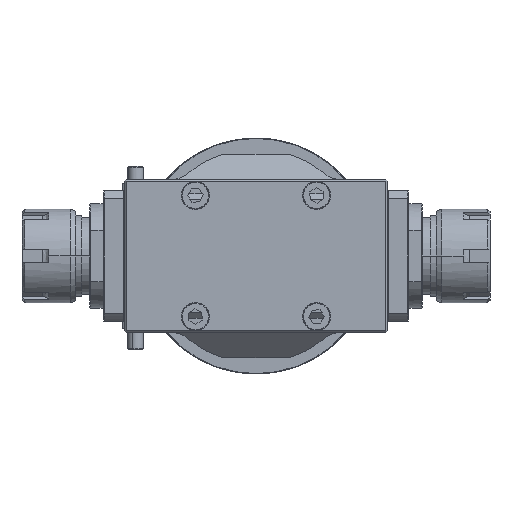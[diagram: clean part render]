
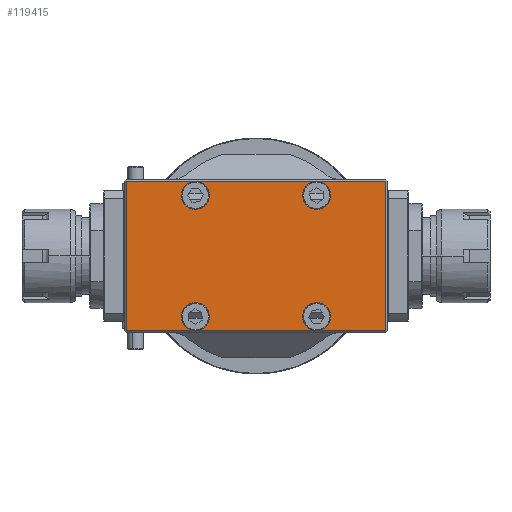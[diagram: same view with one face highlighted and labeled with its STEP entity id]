
A CAD part, front view. The second image highlights one B-rep face of the part: STEP entity #119415.
In plain terms, the highlighted planar face has unit normal (0, -1, 0).
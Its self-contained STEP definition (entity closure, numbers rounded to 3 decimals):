
#3605 = CIRCLE ( 'NONE', #12640, 5.25 ) ;
#4054 = ORIENTED_EDGE ( 'NONE', *, *, #42144, .F. ) ;
#4212 = DIRECTION ( 'NONE',  ( 0., -1., 0. ) ) ;
#4290 = DIRECTION ( 'NONE',  ( 1., 0., 0. ) ) ;
#4864 = DIRECTION ( 'NONE',  ( 0., -1., 0. ) ) ;
#9390 = CIRCLE ( 'NONE', #50178, 5.25 ) ;
#10695 = VECTOR ( 'NONE', #120184, 1000. ) ;
#11008 = CIRCLE ( 'NONE', #22990, 5.25 ) ;
#12365 = AXIS2_PLACEMENT_3D ( 'NONE', #101410, #138113, #39403 ) ;
#12640 = AXIS2_PLACEMENT_3D ( 'NONE', #138723, #127384, #75640 ) ;
#12895 = VERTEX_POINT ( 'NONE', #107111 ) ;
#12965 = CIRCLE ( 'NONE', #56367, 5.25 ) ;
#14495 = CARTESIAN_POINT ( 'NONE',  ( 22.627, 0., -27.877 ) ) ;
#14568 = EDGE_CURVE ( 'NONE', #28927, #116539, #85268, .T. ) ;
#14795 = CIRCLE ( 'NONE', #159354, 5.25 ) ;
#15514 = VERTEX_POINT ( 'NONE', #97473 ) ;
#15886 = CARTESIAN_POINT ( 'NONE',  ( -48.5, 0., -28. ) ) ;
#17361 = EDGE_CURVE ( 'NONE', #32044, #64416, #3605, .T. ) ;
#18629 = EDGE_CURVE ( 'NONE', #15514, #108691, #11008, .T. ) ;
#19070 = CARTESIAN_POINT ( 'NONE',  ( -22.627, 0., -22.627 ) ) ;
#22519 = AXIS2_PLACEMENT_3D ( 'NONE', #66324, #4864, #128878 ) ;
#22990 = AXIS2_PLACEMENT_3D ( 'NONE', #19070, #118842, #81615 ) ;
#25556 = EDGE_LOOP ( 'NONE', ( #111876, #32111 ) ) ;
#28927 = VERTEX_POINT ( 'NONE', #55682 ) ;
#30016 = CARTESIAN_POINT ( 'NONE',  ( 48.5, 0., 28.5 ) ) ;
#32044 = VERTEX_POINT ( 'NONE', #14495 ) ;
#32111 = ORIENTED_EDGE ( 'NONE', *, *, #94372, .F. ) ;
#32160 = FACE_BOUND ( 'NONE', #25556, .T. ) ;
#33290 = AXIS2_PLACEMENT_3D ( 'NONE', #41375, #4212, #153598 ) ;
#33497 = EDGE_CURVE ( 'NONE', #108691, #15514, #9390, .T. ) ;
#35207 = CARTESIAN_POINT ( 'NONE',  ( -22.627, 0., -22.627 ) ) ;
#35772 = EDGE_CURVE ( 'NONE', #151152, #12895, #126403, .T. ) ;
#35877 = CARTESIAN_POINT ( 'NONE',  ( 0., 0., 0. ) ) ;
#39403 = DIRECTION ( 'NONE',  ( 0., 0., -1. ) ) ;
#39794 = LINE ( 'NONE', #158013, #10695 ) ;
#41375 = CARTESIAN_POINT ( 'NONE',  ( 22.627, 0., -22.627 ) ) ;
#42144 = EDGE_CURVE ( 'NONE', #84654, #64019, #12965, .T. ) ;
#43118 = DIRECTION ( 'NONE',  ( 0., -1., 0. ) ) ;
#46765 = CIRCLE ( 'NONE', #12365, 5.25 ) ;
#47049 = DIRECTION ( 'NONE',  ( 0., -1., 0. ) ) ;
#50146 = ORIENTED_EDGE ( 'NONE', *, *, #33497, .F. ) ;
#50178 = AXIS2_PLACEMENT_3D ( 'NONE', #35207, #47049, #94540 ) ;
#50275 = ORIENTED_EDGE ( 'NONE', *, *, #14568, .T. ) ;
#52042 = EDGE_CURVE ( 'NONE', #79632, #147759, #98999, .T. ) ;
#52394 = ORIENTED_EDGE ( 'NONE', *, *, #104013, .T. ) ;
#55682 = CARTESIAN_POINT ( 'NONE',  ( -48.5, 0., 28. ) ) ;
#56367 = AXIS2_PLACEMENT_3D ( 'NONE', #130513, #43118, #129469 ) ;
#57229 = FACE_BOUND ( 'NONE', #91709, .T. ) ;
#58528 = DIRECTION ( 'NONE',  ( 0., 0., -1. ) ) ;
#59374 = CARTESIAN_POINT ( 'NONE',  ( 22.627, 0., 17.377 ) ) ;
#59746 = CARTESIAN_POINT ( 'NONE',  ( -22.627, 0., 17.377 ) ) ;
#61118 = FACE_BOUND ( 'NONE', #97001, .T. ) ;
#61282 = CARTESIAN_POINT ( 'NONE',  ( 22.627, 0., 22.627 ) ) ;
#62552 = ORIENTED_EDGE ( 'NONE', *, *, #143501, .T. ) ;
#64019 = VERTEX_POINT ( 'NONE', #85362 ) ;
#64416 = VERTEX_POINT ( 'NONE', #73580 ) ;
#65007 = EDGE_LOOP ( 'NONE', ( #50146, #156608 ) ) ;
#66324 = CARTESIAN_POINT ( 'NONE',  ( 22.627, 0., 22.627 ) ) ;
#68871 = FACE_OUTER_BOUND ( 'NONE', #112680, .T. ) ;
#69519 = CIRCLE ( 'NONE', #33290, 5.25 ) ;
#73580 = CARTESIAN_POINT ( 'NONE',  ( 22.627, 0., -17.377 ) ) ;
#73697 = DIRECTION ( 'NONE',  ( -1., 0., 0. ) ) ;
#75640 = DIRECTION ( 'NONE',  ( 0., 0., 1. ) ) ;
#78113 = CARTESIAN_POINT ( 'NONE',  ( 49., 0., -28. ) ) ;
#79632 = VERTEX_POINT ( 'NONE', #106914 ) ;
#81615 = DIRECTION ( 'NONE',  ( 1., 0., 0. ) ) ;
#84324 = FACE_BOUND ( 'NONE', #65007, .T. ) ;
#84654 = VERTEX_POINT ( 'NONE', #59746 ) ;
#85268 = LINE ( 'NONE', #160164, #158737 ) ;
#85362 = CARTESIAN_POINT ( 'NONE',  ( -22.627, 0., 27.877 ) ) ;
#85520 = EDGE_CURVE ( 'NONE', #64416, #32044, #69519, .T. ) ;
#85528 = AXIS2_PLACEMENT_3D ( 'NONE', #35877, #122186, #58528 ) ;
#86177 = DIRECTION ( 'NONE',  ( 0., 0., -1. ) ) ;
#91709 = EDGE_LOOP ( 'NONE', ( #4054, #98083 ) ) ;
#94372 = EDGE_CURVE ( 'NONE', #12895, #151152, #14795, .T. ) ;
#94540 = DIRECTION ( 'NONE',  ( 1., 0., 0. ) ) ;
#97001 = EDGE_LOOP ( 'NONE', ( #112634, #155532 ) ) ;
#97473 = CARTESIAN_POINT ( 'NONE',  ( -22.627, 0., -17.377 ) ) ;
#98083 = ORIENTED_EDGE ( 'NONE', *, *, #144441, .F. ) ;
#98999 = LINE ( 'NONE', #30016, #153034 ) ;
#101410 = CARTESIAN_POINT ( 'NONE',  ( -22.627, 0., 22.627 ) ) ;
#103372 = DIRECTION ( 'NONE',  ( 0., 0., 1. ) ) ;
#104013 = EDGE_CURVE ( 'NONE', #147759, #28927, #39794, .T. ) ;
#104652 = VECTOR ( 'NONE', #4290, 1000. ) ;
#106914 = CARTESIAN_POINT ( 'NONE',  ( 48.5, 0., -28. ) ) ;
#107111 = CARTESIAN_POINT ( 'NONE',  ( 22.627, 0., 27.877 ) ) ;
#108691 = VERTEX_POINT ( 'NONE', #110988 ) ;
#110988 = CARTESIAN_POINT ( 'NONE',  ( -22.627, 0., -27.877 ) ) ;
#111876 = ORIENTED_EDGE ( 'NONE', *, *, #35772, .F. ) ;
#112634 = ORIENTED_EDGE ( 'NONE', *, *, #17361, .F. ) ;
#112680 = EDGE_LOOP ( 'NONE', ( #50275, #62552, #158793, #52394 ) ) ;
#116539 = VERTEX_POINT ( 'NONE', #15886 ) ;
#118842 = DIRECTION ( 'NONE',  ( 0., -1., 0. ) ) ;
#119415 = ADVANCED_FACE ( 'NONE', ( #68871, #84324, #61118, #32160, #57229 ), #133504, .T. ) ;
#120184 = DIRECTION ( 'NONE',  ( -1., 0., 0. ) ) ;
#122186 = DIRECTION ( 'NONE',  ( 0., -1., 0. ) ) ;
#126403 = CIRCLE ( 'NONE', #22519, 5.25 ) ;
#127384 = DIRECTION ( 'NONE',  ( 0., -1., 0. ) ) ;
#128878 = DIRECTION ( 'NONE',  ( -1., 0., 0. ) ) ;
#129469 = DIRECTION ( 'NONE',  ( 0., 0., -1. ) ) ;
#130513 = CARTESIAN_POINT ( 'NONE',  ( -22.627, 0., 22.627 ) ) ;
#133504 = PLANE ( 'NONE',  #85528 ) ;
#134107 = DIRECTION ( 'NONE',  ( 0., -1., 0. ) ) ;
#135495 = LINE ( 'NONE', #78113, #104652 ) ;
#138113 = DIRECTION ( 'NONE',  ( 0., -1., 0. ) ) ;
#138723 = CARTESIAN_POINT ( 'NONE',  ( 22.627, 0., -22.627 ) ) ;
#143501 = EDGE_CURVE ( 'NONE', #116539, #79632, #135495, .T. ) ;
#143534 = CARTESIAN_POINT ( 'NONE',  ( 48.5, 0., 28. ) ) ;
#144441 = EDGE_CURVE ( 'NONE', #64019, #84654, #46765, .T. ) ;
#147759 = VERTEX_POINT ( 'NONE', #143534 ) ;
#151152 = VERTEX_POINT ( 'NONE', #59374 ) ;
#153034 = VECTOR ( 'NONE', #103372, 1000. ) ;
#153598 = DIRECTION ( 'NONE',  ( 0., 0., 1. ) ) ;
#155532 = ORIENTED_EDGE ( 'NONE', *, *, #85520, .F. ) ;
#156608 = ORIENTED_EDGE ( 'NONE', *, *, #18629, .F. ) ;
#158013 = CARTESIAN_POINT ( 'NONE',  ( -49., 0., 28. ) ) ;
#158737 = VECTOR ( 'NONE', #86177, 1000. ) ;
#158793 = ORIENTED_EDGE ( 'NONE', *, *, #52042, .T. ) ;
#159354 = AXIS2_PLACEMENT_3D ( 'NONE', #61282, #134107, #73697 ) ;
#160164 = CARTESIAN_POINT ( 'NONE',  ( -48.5, 0., -28.5 ) ) ;
